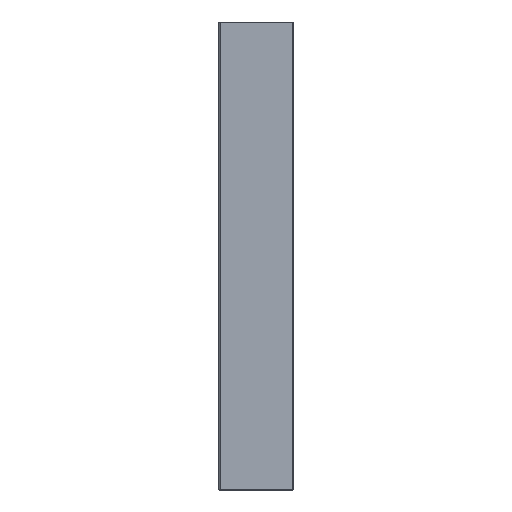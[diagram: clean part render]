
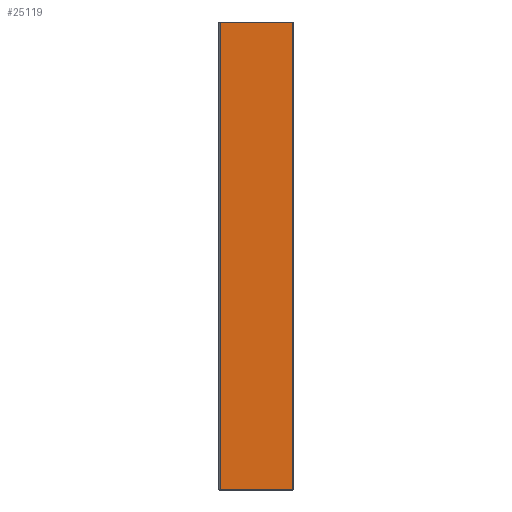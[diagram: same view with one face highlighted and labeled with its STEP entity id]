
A CAD part, front view. The second image highlights one B-rep face of the part: STEP entity #25119.
In plain terms, the highlighted planar face has unit normal (0, -1, 0).
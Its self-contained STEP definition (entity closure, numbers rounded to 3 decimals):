
#15514 = PLANE('',#15515);
#15515 = AXIS2_PLACEMENT_3D('',#15516,#15517,#15518);
#15516 = CARTESIAN_POINT('',(4.,-8.95,0.05));
#15517 = DIRECTION('',(0.,0.707,0.707));
#15518 = DIRECTION('',(1.,0.,0.));
#15822 = PLANE('',#15823);
#15823 = AXIS2_PLACEMENT_3D('',#15824,#15825,#15826);
#15824 = CARTESIAN_POINT('',(4.,-8.95,49.95));
#15825 = DIRECTION('',(0.,-0.707,
    0.707));
#15826 = DIRECTION('',(1.,0.,0.));
#16109 = PLANE('',#16110);
#16110 = AXIS2_PLACEMENT_3D('',#16111,#16112,#16113);
#16111 = CARTESIAN_POINT('',(-3.9,-8.9,0.));
#16112 = DIRECTION('',(-0.707,-0.707,
    0.));
#16113 = DIRECTION('',(0.,0.,1.));
#19413 = VERTEX_POINT('',#19414);
#19414 = CARTESIAN_POINT('',(3.9,-9.,0.1));
#19435 = EDGE_CURVE('',#19413,#19436,#19438,.T.);
#19436 = VERTEX_POINT('',#19437);
#19437 = CARTESIAN_POINT('',(-3.8,-9.,0.1));
#19438 = SURFACE_CURVE('',#19439,(#19443,#19450),.PCURVE_S1.);
#19439 = LINE('',#19440,#19441);
#19440 = CARTESIAN_POINT('',(4.,-9.,0.1));
#19441 = VECTOR('',#19442,1.);
#19442 = DIRECTION('',(-1.,0.,0.));
#19443 = PCURVE('',#15514,#19444);
#19444 = DEFINITIONAL_REPRESENTATION('',(#19445),#19449);
#19445 = LINE('',#19446,#19447);
#19446 = CARTESIAN_POINT('',(0.,-0.071));
#19447 = VECTOR('',#19448,1.);
#19448 = DIRECTION('',(-1.,0.));
#19449 = ( GEOMETRIC_REPRESENTATION_CONTEXT(2) 
PARAMETRIC_REPRESENTATION_CONTEXT() REPRESENTATION_CONTEXT('2D SPACE',''
  ) );
#19450 = PCURVE('',#19451,#19456);
#19451 = PLANE('',#19452);
#19452 = AXIS2_PLACEMENT_3D('',#19453,#19454,#19455);
#19453 = CARTESIAN_POINT('',(4.,-9.,0.));
#19454 = DIRECTION('',(0.,-1.,0.));
#19455 = DIRECTION('',(-1.,0.,0.));
#19456 = DEFINITIONAL_REPRESENTATION('',(#19457),#19461);
#19457 = LINE('',#19458,#19459);
#19458 = CARTESIAN_POINT('',(0.,-0.1));
#19459 = VECTOR('',#19460,1.);
#19460 = DIRECTION('',(1.,0.));
#19461 = ( GEOMETRIC_REPRESENTATION_CONTEXT(2) 
PARAMETRIC_REPRESENTATION_CONTEXT() REPRESENTATION_CONTEXT('2D SPACE',''
  ) );
#19728 = VERTEX_POINT('',#19729);
#19729 = CARTESIAN_POINT('',(3.9,-9.,49.9));
#19750 = EDGE_CURVE('',#19728,#19751,#19753,.T.);
#19751 = VERTEX_POINT('',#19752);
#19752 = CARTESIAN_POINT('',(-3.8,-9.,49.9));
#19753 = SURFACE_CURVE('',#19754,(#19758,#19765),.PCURVE_S1.);
#19754 = LINE('',#19755,#19756);
#19755 = CARTESIAN_POINT('',(4.,-9.,49.9));
#19756 = VECTOR('',#19757,1.);
#19757 = DIRECTION('',(-1.,0.,0.));
#19758 = PCURVE('',#15822,#19759);
#19759 = DEFINITIONAL_REPRESENTATION('',(#19760),#19764);
#19760 = LINE('',#19761,#19762);
#19761 = CARTESIAN_POINT('',(0.,-0.071));
#19762 = VECTOR('',#19763,1.);
#19763 = DIRECTION('',(-1.,0.));
#19764 = ( GEOMETRIC_REPRESENTATION_CONTEXT(2) 
PARAMETRIC_REPRESENTATION_CONTEXT() REPRESENTATION_CONTEXT('2D SPACE',''
  ) );
#19765 = PCURVE('',#19451,#19766);
#19766 = DEFINITIONAL_REPRESENTATION('',(#19767),#19771);
#19767 = LINE('',#19768,#19769);
#19768 = CARTESIAN_POINT('',(0.,-49.9));
#19769 = VECTOR('',#19770,1.);
#19770 = DIRECTION('',(1.,0.));
#19771 = ( GEOMETRIC_REPRESENTATION_CONTEXT(2) 
PARAMETRIC_REPRESENTATION_CONTEXT() REPRESENTATION_CONTEXT('2D SPACE',''
  ) );
#19907 = EDGE_CURVE('',#19436,#19751,#19908,.T.);
#19908 = SURFACE_CURVE('',#19909,(#19913,#19920),.PCURVE_S1.);
#19909 = LINE('',#19910,#19911);
#19910 = CARTESIAN_POINT('',(-3.8,-9.,0.));
#19911 = VECTOR('',#19912,1.);
#19912 = DIRECTION('',(0.,0.,1.));
#19913 = PCURVE('',#16109,#19914);
#19914 = DEFINITIONAL_REPRESENTATION('',(#19915),#19919);
#19915 = LINE('',#19916,#19917);
#19916 = CARTESIAN_POINT('',(0.,-0.141));
#19917 = VECTOR('',#19918,1.);
#19918 = DIRECTION('',(1.,0.));
#19919 = ( GEOMETRIC_REPRESENTATION_CONTEXT(2) 
PARAMETRIC_REPRESENTATION_CONTEXT() REPRESENTATION_CONTEXT('2D SPACE',''
  ) );
#19920 = PCURVE('',#19451,#19921);
#19921 = DEFINITIONAL_REPRESENTATION('',(#19922),#19926);
#19922 = LINE('',#19923,#19924);
#19923 = CARTESIAN_POINT('',(7.8,0.));
#19924 = VECTOR('',#19925,1.);
#19925 = DIRECTION('',(0.,-1.));
#19926 = ( GEOMETRIC_REPRESENTATION_CONTEXT(2) 
PARAMETRIC_REPRESENTATION_CONTEXT() REPRESENTATION_CONTEXT('2D SPACE',''
  ) );
#25019 = PLANE('',#25020);
#25020 = AXIS2_PLACEMENT_3D('',#25021,#25022,#25023);
#25021 = CARTESIAN_POINT('',(3.95,-8.95,0.));
#25022 = DIRECTION('',(0.707,-0.707,0.));
#25023 = DIRECTION('',(0.,0.,1.));
#25119 = ADVANCED_FACE('',(#25120),#19451,.T.);
#25120 = FACE_BOUND('',#25121,.T.);
#25121 = EDGE_LOOP('',(#25122,#25143,#25144,#25145));
#25122 = ORIENTED_EDGE('',*,*,#25123,.T.);
#25123 = EDGE_CURVE('',#19413,#19728,#25124,.T.);
#25124 = SURFACE_CURVE('',#25125,(#25129,#25136),.PCURVE_S1.);
#25125 = LINE('',#25126,#25127);
#25126 = CARTESIAN_POINT('',(3.9,-9.,0.));
#25127 = VECTOR('',#25128,1.);
#25128 = DIRECTION('',(0.,0.,1.));
#25129 = PCURVE('',#19451,#25130);
#25130 = DEFINITIONAL_REPRESENTATION('',(#25131),#25135);
#25131 = LINE('',#25132,#25133);
#25132 = CARTESIAN_POINT('',(0.1,0.));
#25133 = VECTOR('',#25134,1.);
#25134 = DIRECTION('',(0.,-1.));
#25135 = ( GEOMETRIC_REPRESENTATION_CONTEXT(2) 
PARAMETRIC_REPRESENTATION_CONTEXT() REPRESENTATION_CONTEXT('2D SPACE',''
  ) );
#25136 = PCURVE('',#25019,#25137);
#25137 = DEFINITIONAL_REPRESENTATION('',(#25138),#25142);
#25138 = LINE('',#25139,#25140);
#25139 = CARTESIAN_POINT('',(0.,0.071));
#25140 = VECTOR('',#25141,1.);
#25141 = DIRECTION('',(1.,0.));
#25142 = ( GEOMETRIC_REPRESENTATION_CONTEXT(2) 
PARAMETRIC_REPRESENTATION_CONTEXT() REPRESENTATION_CONTEXT('2D SPACE',''
  ) );
#25143 = ORIENTED_EDGE('',*,*,#19750,.T.);
#25144 = ORIENTED_EDGE('',*,*,#19907,.F.);
#25145 = ORIENTED_EDGE('',*,*,#19435,.F.);
